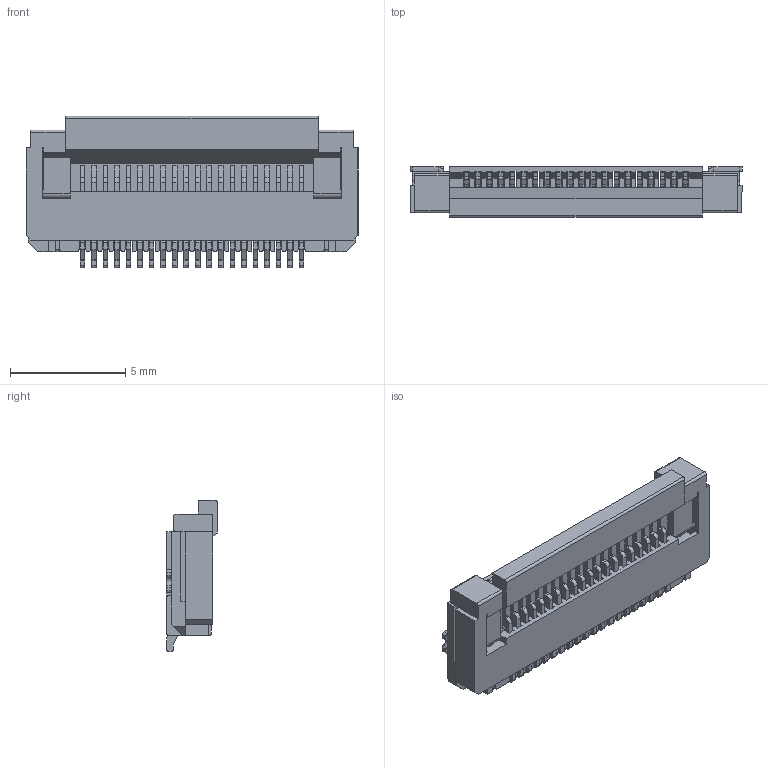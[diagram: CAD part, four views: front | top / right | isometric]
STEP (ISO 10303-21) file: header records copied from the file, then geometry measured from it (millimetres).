
FILE_DESCRIPTION (( 'STEP AP214' ), '1' );
FILE_NAME ('FFC05011-20SBB124W5M-REF .STEP', '2025-11-04T05:50:53', ( '' ), ( '' ), 'SwSTEP 2.0', 'SolidWorks 2021', '' );
FILE_SCHEMA (( 'AUTOMOTIVE_DESIGN' ));
Length unit declared in the file: millimetre
Products named in the file (1): FFC05011-20SBB124W5M-REF 
Bounding box: 14.4 x 2.21 x 6.57 mm (x, y, z)
Volume: 97.1 mm3; surface area: 739.1 mm2
Topology: 1 solids, 1 shells, 1501 faces, 4853 edges, 3160 vertices
Faces by surface type: plane 1046, cylinder 455
Entity records: 53347 total; most frequent: ORIENTED_EDGE 9706, CARTESIAN_POINT 9533, DIRECTION 8765, EDGE_CURVE 4853, LINE 3933, VECTOR 3933, VERTEX_POINT 3160, AXIS2_PLACEMENT_3D 2416
